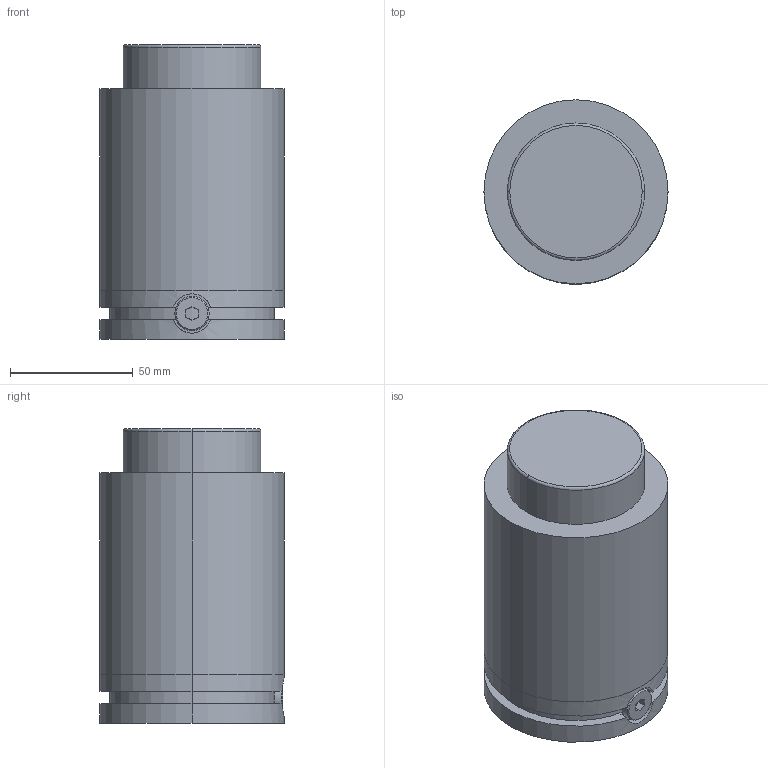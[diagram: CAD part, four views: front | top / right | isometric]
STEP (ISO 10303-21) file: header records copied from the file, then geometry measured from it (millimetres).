
FILE_DESCRIPTION (( 'STEP AP203' ), '1' );
FILE_NAME ('OL 04700_015 K.step', '2018-11-28T21:37:39', ( '' ), ( '' ), 'SwSTEP 2.0', 'SolidWorks 2016', '' );
FILE_SCHEMA (( 'CONFIG_CONTROL_DESIGN' ));
Length unit declared in the file: millimetre
Products named in the file (1): OL 04700_015 K
Bounding box: 75 x 75 x 120 mm (x, y, z)
Volume: 487633.5 mm3; surface area: 39523.1 mm2
Topology: 1 solids, 1 shells, 91 faces, 223 edges, 134 vertices
Faces by surface type: plane 42, cylinder 29, cone 18, torus 2
Entity records: 2744 total; most frequent: CARTESIAN_POINT 506, DIRECTION 471, ORIENTED_EDGE 430, EDGE_CURVE 215, AXIS2_PLACEMENT_3D 167, VECTOR 137, LINE 137, VERTEX_POINT 134
